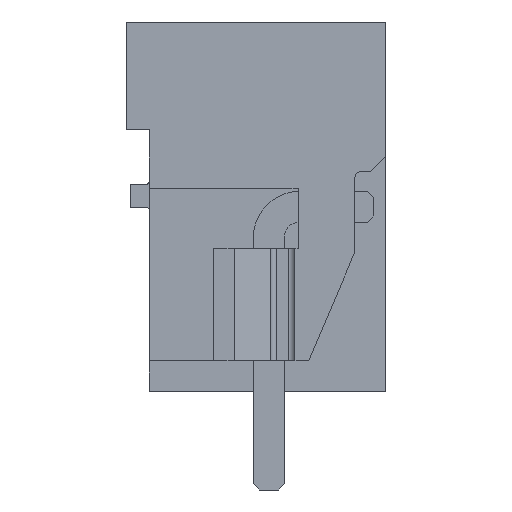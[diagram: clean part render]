
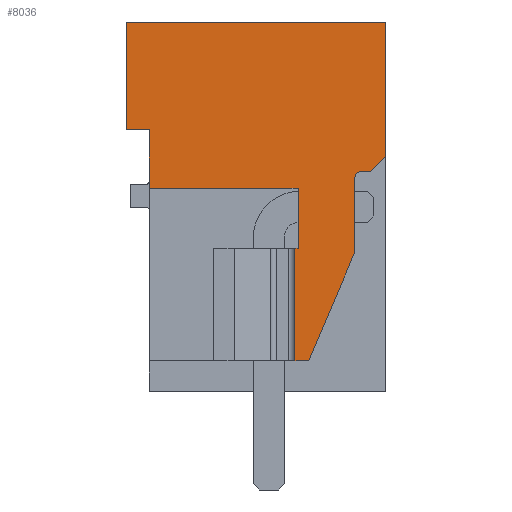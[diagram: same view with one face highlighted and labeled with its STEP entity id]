
A CAD part, left-side view. The second image highlights one B-rep face of the part: STEP entity #8036.
In plain terms, the highlighted planar face has unit normal (-1, 0, 0).
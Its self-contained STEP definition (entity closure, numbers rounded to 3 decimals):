
#7949=AXIS2_PLACEMENT_3D('Plane Axis2P3D',#7946,#7947,#7948) ;
#8002=AXIS2_PLACEMENT_3D('Circle Axis2P3D',#8000,#8001,$) ;
#63=CARTESIAN_POINT('Vertex',(0.,0.,15.2)) ;
#66=CARTESIAN_POINT('Line Origine',(0.,0.,13.023)) ;
#70=CARTESIAN_POINT('Vertex',(0.,0.,10.846)) ;
#147=CARTESIAN_POINT('Vertex',(0.,8.43,15.2)) ;
#150=CARTESIAN_POINT('Line Origine',(0.,4.215,15.2)) ;
#1439=CARTESIAN_POINT('Vertex',(0.,8.43,11.7)) ;
#1442=CARTESIAN_POINT('Line Origine',(0.,8.43,13.45)) ;
#2015=CARTESIAN_POINT('Vertex',(0.,7.68,9.8)) ;
#2018=CARTESIAN_POINT('Line Origine',(0.,7.68,10.75)) ;
#2022=CARTESIAN_POINT('Vertex',(0.,7.68,11.7)) ;
#7894=CARTESIAN_POINT('Line Origine',(0.,8.055,11.7)) ;
#7946=CARTESIAN_POINT('Axis2P3D Location',(0.,0.,0.)) ;
#7951=CARTESIAN_POINT('Line Origine',(0.,5.265,9.8)) ;
#7955=CARTESIAN_POINT('Vertex',(0.,2.85,9.8)) ;
#7958=CARTESIAN_POINT('Line Origine',(0.,2.85,8.825)) ;
#7962=CARTESIAN_POINT('Vertex',(0.,2.85,7.85)) ;
#7965=CARTESIAN_POINT('Line Origine',(0.,2.9,7.85)) ;
#7969=CARTESIAN_POINT('Vertex',(0.,2.95,7.85)) ;
#7972=CARTESIAN_POINT('Line Origine',(0.,2.95,6.025)) ;
#7976=CARTESIAN_POINT('Vertex',(0.,2.95,4.2)) ;
#7979=CARTESIAN_POINT('Line Origine',(0.,2.725,4.2)) ;
#7983=CARTESIAN_POINT('Vertex',(0.,2.5,4.2)) ;
#7986=CARTESIAN_POINT('Line Origine',(0.,1.75,5.968)) ;
#7990=CARTESIAN_POINT('Vertex',(0.,1.,7.736)) ;
#7993=CARTESIAN_POINT('Line Origine',(0.,1.,8.941)) ;
#7997=CARTESIAN_POINT('Vertex',(0.,1.,10.146)) ;
#8000=CARTESIAN_POINT('Axis2P3D Location',(0.,0.8,10.146)) ;
#8004=CARTESIAN_POINT('Vertex',(0.,0.8,10.346)) ;
#8007=CARTESIAN_POINT('Line Origine',(0.,0.65,10.346)) ;
#8011=CARTESIAN_POINT('Vertex',(0.,0.5,10.346)) ;
#8014=CARTESIAN_POINT('Line Origine',(0.,0.25,10.596)) ;
#67=DIRECTION('Vector Direction',(0.,0.,-1.)) ;
#151=DIRECTION('Vector Direction',(0.,-1.,0.)) ;
#1443=DIRECTION('Vector Direction',(0.,0.,-1.)) ;
#2019=DIRECTION('Vector Direction',(0.,0.,-1.)) ;
#7895=DIRECTION('Vector Direction',(0.,-1.,0.)) ;
#7947=DIRECTION('Axis2P3D Direction',(-1.,0.,0.)) ;
#7948=DIRECTION('Axis2P3D XDirection',(0.,0.,1.)) ;
#7952=DIRECTION('Vector Direction',(0.,1.,0.)) ;
#7959=DIRECTION('Vector Direction',(0.,0.,-1.)) ;
#7966=DIRECTION('Vector Direction',(0.,-1.,0.)) ;
#7973=DIRECTION('Vector Direction',(0.,0.,1.)) ;
#7980=DIRECTION('Vector Direction',(0.,-1.,0.)) ;
#7987=DIRECTION('Vector Direction',(0.,-0.391,0.921)) ;
#7994=DIRECTION('Vector Direction',(0.,0.,1.)) ;
#8001=DIRECTION('Axis2P3D Direction',(-1.,0.,0.)) ;
#8008=DIRECTION('Vector Direction',(0.,-1.,0.)) ;
#8015=DIRECTION('Vector Direction',(0.,-0.707,0.707)) ;
#68=VECTOR('Line Direction',#67,1.) ;
#152=VECTOR('Line Direction',#151,1.) ;
#1444=VECTOR('Line Direction',#1443,1.) ;
#2020=VECTOR('Line Direction',#2019,1.) ;
#7896=VECTOR('Line Direction',#7895,1.) ;
#7953=VECTOR('Line Direction',#7952,1.) ;
#7960=VECTOR('Line Direction',#7959,1.) ;
#7967=VECTOR('Line Direction',#7966,1.) ;
#7974=VECTOR('Line Direction',#7973,1.) ;
#7981=VECTOR('Line Direction',#7980,1.) ;
#7988=VECTOR('Line Direction',#7987,1.) ;
#7995=VECTOR('Line Direction',#7994,1.) ;
#8009=VECTOR('Line Direction',#8008,1.) ;
#8016=VECTOR('Line Direction',#8015,1.) ;
#8020=ORIENTED_EDGE('',*,*,#72,.T.) ;
#8021=ORIENTED_EDGE('',*,*,#154,.T.) ;
#8022=ORIENTED_EDGE('',*,*,#1446,.T.) ;
#8023=ORIENTED_EDGE('',*,*,#7898,.T.) ;
#8024=ORIENTED_EDGE('',*,*,#2024,.T.) ;
#8025=ORIENTED_EDGE('',*,*,#7957,.F.) ;
#8026=ORIENTED_EDGE('',*,*,#7964,.F.) ;
#8027=ORIENTED_EDGE('',*,*,#7971,.F.) ;
#8028=ORIENTED_EDGE('',*,*,#7978,.F.) ;
#8029=ORIENTED_EDGE('',*,*,#7985,.F.) ;
#8030=ORIENTED_EDGE('',*,*,#7992,.F.) ;
#8031=ORIENTED_EDGE('',*,*,#7999,.F.) ;
#8032=ORIENTED_EDGE('',*,*,#8006,.F.) ;
#8033=ORIENTED_EDGE('',*,*,#8013,.F.) ;
#8034=ORIENTED_EDGE('',*,*,#8018,.F.) ;
#8036=ADVANCED_FACE('HOUSING',(#8035),#7950,.T.) ;
#8003=CIRCLE('generated circle',#8002,0.2) ;
#72=EDGE_CURVE('',#71,#64,#69,.F.) ;
#154=EDGE_CURVE('',#64,#148,#153,.F.) ;
#1446=EDGE_CURVE('',#148,#1440,#1445,.T.) ;
#2024=EDGE_CURVE('',#2023,#2016,#2021,.T.) ;
#7898=EDGE_CURVE('',#1440,#2023,#7897,.T.) ;
#7957=EDGE_CURVE('',#7956,#2016,#7954,.T.) ;
#7964=EDGE_CURVE('',#7963,#7956,#7961,.F.) ;
#7971=EDGE_CURVE('',#7970,#7963,#7968,.T.) ;
#7978=EDGE_CURVE('',#7977,#7970,#7975,.T.) ;
#7985=EDGE_CURVE('',#7984,#7977,#7982,.F.) ;
#7992=EDGE_CURVE('',#7991,#7984,#7989,.F.) ;
#7999=EDGE_CURVE('',#7998,#7991,#7996,.F.) ;
#8006=EDGE_CURVE('',#8005,#7998,#8003,.T.) ;
#8013=EDGE_CURVE('',#8012,#8005,#8010,.F.) ;
#8018=EDGE_CURVE('',#71,#8012,#8017,.F.) ;
#8019=EDGE_LOOP('',(#8020,#8021,#8022,#8023,#8024,#8025,#8026,#8027,#8028,#8029,#8030,#8031,#8032,#8033,#8034)) ;
#8035=FACE_OUTER_BOUND('',#8019,.T.) ;
#69=LINE('Line',#66,#68) ;
#153=LINE('Line',#150,#152) ;
#1445=LINE('Line',#1442,#1444) ;
#2021=LINE('Line',#2018,#2020) ;
#7897=LINE('Line',#7894,#7896) ;
#7954=LINE('Line',#7951,#7953) ;
#7961=LINE('Line',#7958,#7960) ;
#7968=LINE('Line',#7965,#7967) ;
#7975=LINE('Line',#7972,#7974) ;
#7982=LINE('Line',#7979,#7981) ;
#7989=LINE('Line',#7986,#7988) ;
#7996=LINE('Line',#7993,#7995) ;
#8010=LINE('Line',#8007,#8009) ;
#8017=LINE('Line',#8014,#8016) ;
#7950=PLANE('',#7949) ;
#64=VERTEX_POINT('',#63) ;
#71=VERTEX_POINT('',#70) ;
#148=VERTEX_POINT('',#147) ;
#1440=VERTEX_POINT('',#1439) ;
#2016=VERTEX_POINT('',#2015) ;
#2023=VERTEX_POINT('',#2022) ;
#7956=VERTEX_POINT('',#7955) ;
#7963=VERTEX_POINT('',#7962) ;
#7970=VERTEX_POINT('',#7969) ;
#7977=VERTEX_POINT('',#7976) ;
#7984=VERTEX_POINT('',#7983) ;
#7991=VERTEX_POINT('',#7990) ;
#7998=VERTEX_POINT('',#7997) ;
#8005=VERTEX_POINT('',#8004) ;
#8012=VERTEX_POINT('',#8011) ;
